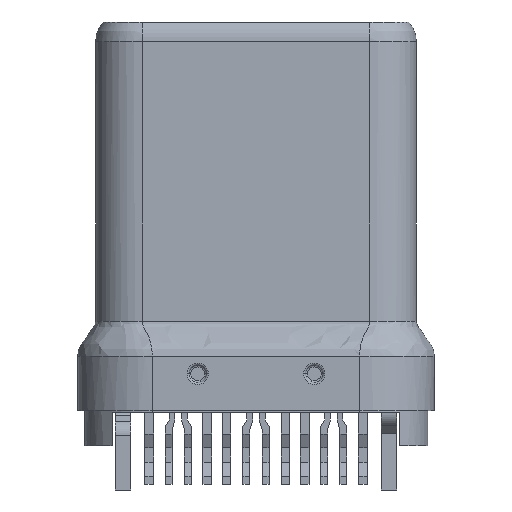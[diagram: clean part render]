
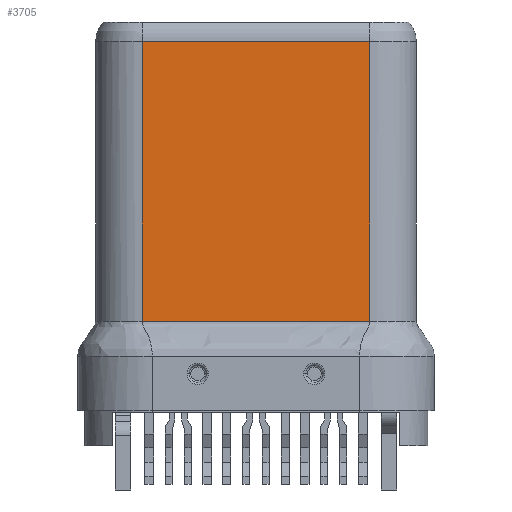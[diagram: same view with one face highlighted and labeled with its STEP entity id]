
A CAD part, front view. The second image highlights one B-rep face of the part: STEP entity #3705.
In plain terms, the highlighted planar face has unit normal (0, -1, 0).
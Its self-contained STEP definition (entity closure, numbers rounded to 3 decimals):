
#1552 = EDGE_CURVE ( 'NONE', #2834, #23924, #8015, .T. ) ;
#1609 = ORIENTED_EDGE ( 'NONE', *, *, #9087, .F. ) ;
#1618 = VECTOR ( 'NONE', #4113, 1000. ) ;
#1847 = CARTESIAN_POINT ( 'NONE',  ( -2.925, -1.2, 0. ) ) ;
#2834 = VERTEX_POINT ( 'NONE', #7473 ) ;
#3350 = CARTESIAN_POINT ( 'NONE',  ( -2.352, -1.2, 0. ) ) ;
#3586 = CARTESIAN_POINT ( 'NONE',  ( -2.925, -1.2, 7.2 ) ) ;
#3705 = ADVANCED_FACE ( 'NONE', ( #13222 ), #8820, .F. ) ;
#4113 = DIRECTION ( 'NONE',  ( 0., 0., -1. ) ) ;
#4167 = LINE ( 'NONE', #3586, #4496 ) ;
#4496 = VECTOR ( 'NONE', #7586, 1000. ) ;
#4512 = CARTESIAN_POINT ( 'NONE',  ( 2.82, -1.2, 0. ) ) ;
#4598 = CARTESIAN_POINT ( 'NONE',  ( 0.392, -1.2, 0. ) ) ;
#5421 = EDGE_CURVE ( 'NONE', #20228, #5914, #4167, .T. ) ;
#5914 = VERTEX_POINT ( 'NONE', #14707 ) ;
#6394 = CARTESIAN_POINT ( 'NONE',  ( 2.605, -1.2, 0. ) ) ;
#7197 = ORIENTED_EDGE ( 'NONE', *, *, #1552, .F. ) ;
#7473 = CARTESIAN_POINT ( 'NONE',  ( 2.925, -1.2, 0. ) ) ;
#7586 = DIRECTION ( 'NONE',  ( 1., 0., 0. ) ) ;
#8015 = B_SPLINE_CURVE_WITH_KNOTS ( 'NONE', 3,
 ( #12206, #4512, #6394, #19373, #8278, #10138, #22987, #4598, #23080, #17502, #12035, #16043, #3350, #23386, #16129, #8761 ),
 .UNSPECIFIED., .F., .F.,
 ( 4, 1, 1, 1, 1, 1, 1, 1, 1, 1, 1, 1, 1, 4 ),
 ( 0., 0.062, 0.125, 0.187, 0.25, 0.344, 0.437, 0.531, 0.625, 0.719, 0.812, 0.906, 0.953, 1. ),
 .UNSPECIFIED. ) ;
#8194 = LINE ( 'NONE', #14704, #13037 ) ;
#8278 = CARTESIAN_POINT ( 'NONE',  ( 1.909, -1.2, 0. ) ) ;
#8761 = CARTESIAN_POINT ( 'NONE',  ( -2.925, -1.2, 0. ) ) ;
#8820 = PLANE ( 'NONE',  #12635 ) ;
#9087 = EDGE_CURVE ( 'NONE', #5914, #2834, #11473, .T. ) ;
#9097 = DIRECTION ( 'NONE',  ( 0., 0., 1. ) ) ;
#10138 = CARTESIAN_POINT ( 'NONE',  ( 1.481, -1.2, 0. ) ) ;
#11158 = ORIENTED_EDGE ( 'NONE', *, *, #19264, .F. ) ;
#11473 = LINE ( 'NONE', #20736, #1618 ) ;
#12035 = CARTESIAN_POINT ( 'NONE',  ( -1.356, -1.2, 0. ) ) ;
#12204 = DIRECTION ( 'NONE',  ( 0., 1., 0. ) ) ;
#12206 = CARTESIAN_POINT ( 'NONE',  ( 2.925, -1.2, 0. ) ) ;
#12635 = AXIS2_PLACEMENT_3D ( 'NONE', #16127, #12204, #14107 ) ;
#13037 = VECTOR ( 'NONE', #9097, 1000. ) ;
#13222 = FACE_OUTER_BOUND ( 'NONE', #18720, .T. ) ;
#13294 = ORIENTED_EDGE ( 'NONE', *, *, #5421, .F. ) ;
#14107 = DIRECTION ( 'NONE',  ( 1., 0., 0. ) ) ;
#14704 = CARTESIAN_POINT ( 'NONE',  ( -2.925, -1.2, 0. ) ) ;
#14707 = CARTESIAN_POINT ( 'NONE',  ( 2.925, -1.2, 7.2 ) ) ;
#16043 = CARTESIAN_POINT ( 'NONE',  ( -1.912, -1.2, 0. ) ) ;
#16127 = CARTESIAN_POINT ( 'NONE',  ( 2.925, -1.2, 0. ) ) ;
#16129 = CARTESIAN_POINT ( 'NONE',  ( -2.847, -1.2, 0. ) ) ;
#17502 = CARTESIAN_POINT ( 'NONE',  ( -0.782, -1.2, 0. ) ) ;
#18720 = EDGE_LOOP ( 'NONE', ( #7197, #1609, #13294, #11158 ) ) ;
#19264 = EDGE_CURVE ( 'NONE', #23924, #20228, #8194, .T. ) ;
#19373 = CARTESIAN_POINT ( 'NONE',  ( 2.264, -1.2, 0. ) ) ;
#20228 = VERTEX_POINT ( 'NONE', #21085 ) ;
#20736 = CARTESIAN_POINT ( 'NONE',  ( 2.925, -1.2, 7.2 ) ) ;
#21085 = CARTESIAN_POINT ( 'NONE',  ( -2.925, -1.2, 7.2 ) ) ;
#22987 = CARTESIAN_POINT ( 'NONE',  ( 0.975, -1.2, 0. ) ) ;
#23080 = CARTESIAN_POINT ( 'NONE',  ( -0.196, -1.2, 0. ) ) ;
#23386 = CARTESIAN_POINT ( 'NONE',  ( -2.686, -1.2, 0. ) ) ;
#23924 = VERTEX_POINT ( 'NONE', #1847 ) ;
